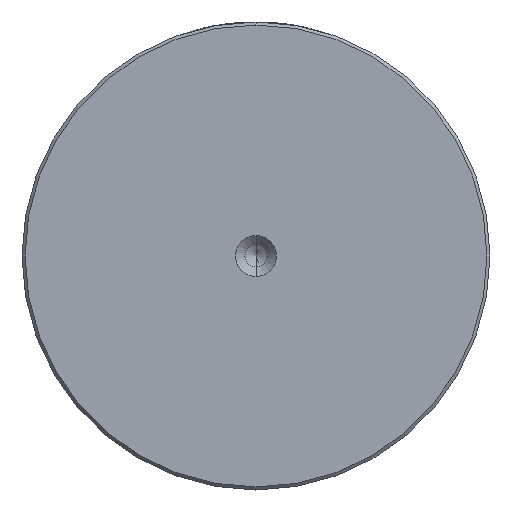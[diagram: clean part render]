
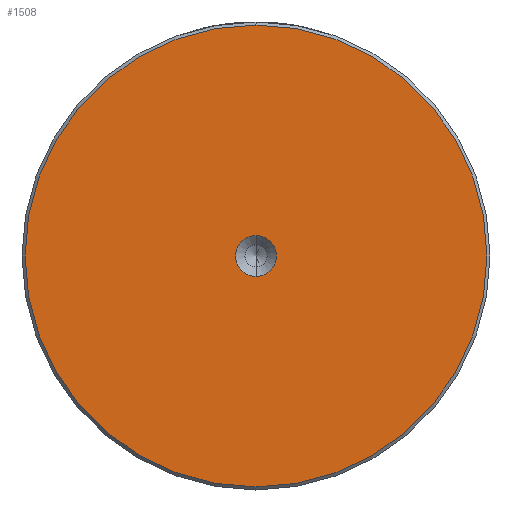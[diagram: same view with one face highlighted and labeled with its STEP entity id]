
A CAD part, left-side view. The second image highlights one B-rep face of the part: STEP entity #1508.
In plain terms, the highlighted planar face has unit normal (-1, 0, 0).
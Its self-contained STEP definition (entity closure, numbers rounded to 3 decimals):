
#13 = CARTESIAN_POINT ( 'NONE',  ( 0., 0., 0. ) ) ;
#51 = AXIS2_PLACEMENT_3D ( 'NONE', #1589, #165, #1843 ) ;
#81 = EDGE_LOOP ( 'NONE', ( #550, #333 ) ) ;
#83 = CARTESIAN_POINT ( 'NONE',  ( 0., 0., -37.5 ) ) ;
#155 = CIRCLE ( 'NONE', #51, 3.3 ) ;
#165 = DIRECTION ( 'NONE',  ( -1., 0., 0. ) ) ;
#168 = EDGE_CURVE ( 'NONE', #1624, #1575, #425, .T. ) ;
#244 = ORIENTED_EDGE ( 'NONE', *, *, #168, .T. ) ;
#333 = ORIENTED_EDGE ( 'NONE', *, *, #2953, .F. ) ;
#425 = CIRCLE ( 'NONE', #887, 37.5 ) ;
#427 = EDGE_CURVE ( 'NONE', #1575, #1624, #1648, .T. ) ;
#448 = FACE_BOUND ( 'NONE', #81, .T. ) ;
#474 = VERTEX_POINT ( 'NONE', #1962 ) ;
#510 = CARTESIAN_POINT ( 'NONE',  ( 0., 0., 37.5 ) ) ;
#550 = ORIENTED_EDGE ( 'NONE', *, *, #1925, .F. ) ;
#744 = CARTESIAN_POINT ( 'NONE',  ( 0., 0., 0. ) ) ;
#887 = AXIS2_PLACEMENT_3D ( 'NONE', #2506, #2494, #2489 ) ;
#968 = DIRECTION ( 'NONE',  ( 0., 0., 1. ) ) ;
#1009 = DIRECTION ( 'NONE',  ( -1., 0., 0. ) ) ;
#1263 = EDGE_LOOP ( 'NONE', ( #244, #1280 ) ) ;
#1280 = ORIENTED_EDGE ( 'NONE', *, *, #427, .T. ) ;
#1508 = ADVANCED_FACE ( 'NONE', ( #2277, #448 ), #2159, .T. ) ;
#1575 = VERTEX_POINT ( 'NONE', #510 ) ;
#1589 = CARTESIAN_POINT ( 'NONE',  ( 0., 0., 0. ) ) ;
#1609 = AXIS2_PLACEMENT_3D ( 'NONE', #13, #2412, #968 ) ;
#1624 = VERTEX_POINT ( 'NONE', #83 ) ;
#1648 = CIRCLE ( 'NONE', #2276, 37.5 ) ;
#1836 = CIRCLE ( 'NONE', #2062, 3.3 ) ;
#1843 = DIRECTION ( 'NONE',  ( 0., 0., 1. ) ) ;
#1925 = EDGE_CURVE ( 'NONE', #474, #2709, #155, .T. ) ;
#1962 = CARTESIAN_POINT ( 'NONE',  ( 0., 0., 3.3 ) ) ;
#2062 = AXIS2_PLACEMENT_3D ( 'NONE', #2455, #1009, #2683 ) ;
#2159 = PLANE ( 'NONE',  #1609 ) ;
#2276 = AXIS2_PLACEMENT_3D ( 'NONE', #744, #2939, #2704 ) ;
#2277 = FACE_OUTER_BOUND ( 'NONE', #1263, .T. ) ;
#2412 = DIRECTION ( 'NONE',  ( -1., 0., 0. ) ) ;
#2455 = CARTESIAN_POINT ( 'NONE',  ( 0., 0., 0. ) ) ;
#2460 = CARTESIAN_POINT ( 'NONE',  ( 0., 0., -3.3 ) ) ;
#2489 = DIRECTION ( 'NONE',  ( 0., 0., 1. ) ) ;
#2494 = DIRECTION ( 'NONE',  ( -1., 0., 0. ) ) ;
#2506 = CARTESIAN_POINT ( 'NONE',  ( 0., 0., 0. ) ) ;
#2683 = DIRECTION ( 'NONE',  ( 0., 0., 1. ) ) ;
#2704 = DIRECTION ( 'NONE',  ( 0., 0., 1. ) ) ;
#2709 = VERTEX_POINT ( 'NONE', #2460 ) ;
#2939 = DIRECTION ( 'NONE',  ( -1., 0., 0. ) ) ;
#2953 = EDGE_CURVE ( 'NONE', #2709, #474, #1836, .T. ) ;
